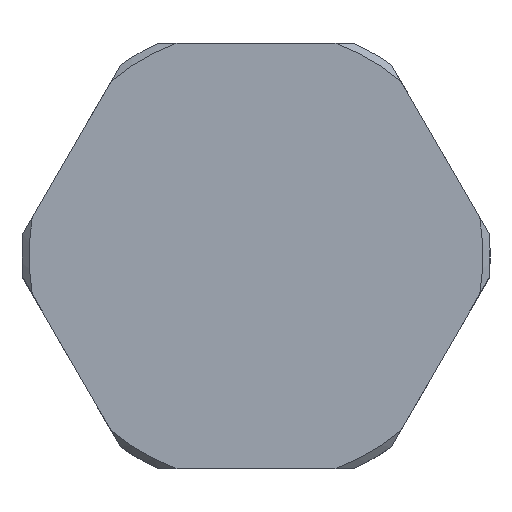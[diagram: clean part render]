
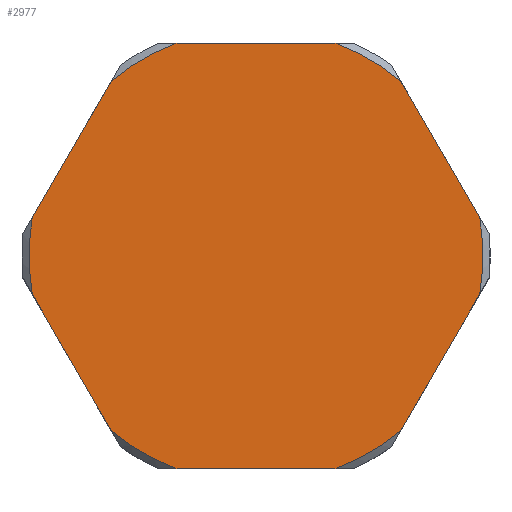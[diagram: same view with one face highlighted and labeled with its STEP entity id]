
A CAD part, top view. The second image highlights one B-rep face of the part: STEP entity #2977.
In plain terms, the highlighted planar face has unit normal (0, 0, 1).
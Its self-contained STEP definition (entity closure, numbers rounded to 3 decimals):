
#1173=CARTESIAN_POINT('',(0.,0.,14.7));
#1174=DIRECTION('',(0.,0.,1.));
#1175=DIRECTION('',(-0.348,0.938,0.));
#1176=AXIS2_PLACEMENT_3D('',#1173,#1174,#1175);
#1183=DIRECTION('',(-1.,0.,0.));
#1184=VECTOR('',#1183,11.136);
#1185=CARTESIAN_POINT('',(5.568,15.,14.7));
#1186=LINE('',#1185,#1184);
#1187=DIRECTION('',(-0.5,0.866,0.));
#1188=VECTOR('',#1187,11.136);
#1189=CARTESIAN_POINT('',(15.774,2.678,14.7));
#1190=LINE('',#1189,#1188);
#1191=DIRECTION('',(-0.5,-0.866,0.));
#1192=VECTOR('',#1191,11.136);
#1193=CARTESIAN_POINT('',(15.774,-2.678,14.7));
#1194=LINE('',#1193,#1192);
#1195=DIRECTION('',(1.,0.,0.));
#1196=VECTOR('',#1195,11.136);
#1197=CARTESIAN_POINT('',(-5.568,-15.,14.7));
#1198=LINE('',#1197,#1196);
#1199=DIRECTION('',(0.5,-0.866,0.));
#1200=VECTOR('',#1199,11.136);
#1201=CARTESIAN_POINT('',(-15.774,-2.678,14.7));
#1202=LINE('',#1201,#1200);
#1203=DIRECTION('',(0.5,0.866,0.));
#1204=VECTOR('',#1203,11.136);
#1205=CARTESIAN_POINT('',(-15.774,2.678,14.7));
#1206=LINE('',#1205,#1204);
#1212=CARTESIAN_POINT('',(0.,0.,14.7));
#1213=DIRECTION('',(0.,0.,1.));
#1214=DIRECTION('',(0.638,0.77,0.));
#1215=AXIS2_PLACEMENT_3D('',#1212,#1213,#1214);
#1309=CARTESIAN_POINT('',(0.,0.,14.7));
#1310=DIRECTION('',(0.,0.,1.));
#1311=DIRECTION('',(0.986,-0.167,0.));
#1312=AXIS2_PLACEMENT_3D('',#1309,#1310,#1311);
#1365=CARTESIAN_POINT('',(0.,0.,14.7));
#1366=DIRECTION('',(0.,0.,1.));
#1367=DIRECTION('',(0.348,-0.938,0.));
#1368=AXIS2_PLACEMENT_3D('',#1365,#1366,#1367);
#1421=CARTESIAN_POINT('',(0.,0.,14.7));
#1422=DIRECTION('',(0.,0.,1.));
#1423=DIRECTION('',(-0.638,-0.77,0.));
#1424=AXIS2_PLACEMENT_3D('',#1421,#1422,#1423);
#1477=CARTESIAN_POINT('',(0.,0.,14.7));
#1478=DIRECTION('',(0.,0.,1.));
#1479=DIRECTION('',(-0.986,0.167,0.));
#1480=AXIS2_PLACEMENT_3D('',#1477,#1478,#1479);
#1598=CARTESIAN_POINT('',(15.774,2.678,14.7));
#1599=CARTESIAN_POINT('',(10.206,12.322,14.7));
#1600=VERTEX_POINT('',#1598);
#1601=VERTEX_POINT('',#1599);
#1614=CARTESIAN_POINT('',(15.774,-2.678,14.7));
#1615=CARTESIAN_POINT('',(10.206,-12.322,14.7));
#1616=VERTEX_POINT('',#1614);
#1617=VERTEX_POINT('',#1615);
#1630=CARTESIAN_POINT('',(-5.568,-15.,14.7));
#1631=CARTESIAN_POINT('',(5.568,-15.,14.7));
#1632=VERTEX_POINT('',#1630);
#1633=VERTEX_POINT('',#1631);
#1646=CARTESIAN_POINT('',(-15.774,-2.678,14.7));
#1647=CARTESIAN_POINT('',(-10.206,-12.322,14.7));
#1648=VERTEX_POINT('',#1646);
#1649=VERTEX_POINT('',#1647);
#1662=CARTESIAN_POINT('',(-15.774,2.678,14.7));
#1663=CARTESIAN_POINT('',(-10.206,12.322,14.7));
#1664=VERTEX_POINT('',#1662);
#1665=VERTEX_POINT('',#1663);
#1678=CARTESIAN_POINT('',(5.568,15.,14.7));
#1679=CARTESIAN_POINT('',(-5.568,15.,14.7));
#1680=VERTEX_POINT('',#1678);
#1681=VERTEX_POINT('',#1679);
#2948=CARTESIAN_POINT('',(0.,0.,14.7));
#2949=DIRECTION('',(0.,0.,1.));
#2950=DIRECTION('',(0.,1.,0.));
#2951=AXIS2_PLACEMENT_3D('',#2948,#2949,#2950);
#2952=PLANE('',#2951);
#2953=ORIENTED_EDGE('',*,*,#2928,.F.);
#2955=ORIENTED_EDGE('',*,*,#2954,.F.);
#2957=ORIENTED_EDGE('',*,*,#2956,.F.);
#2959=ORIENTED_EDGE('',*,*,#2958,.F.);
#2961=ORIENTED_EDGE('',*,*,#2960,.T.);
#2963=ORIENTED_EDGE('',*,*,#2962,.F.);
#2965=ORIENTED_EDGE('',*,*,#2964,.F.);
#2967=ORIENTED_EDGE('',*,*,#2966,.F.);
#2969=ORIENTED_EDGE('',*,*,#2968,.F.);
#2971=ORIENTED_EDGE('',*,*,#2970,.F.);
#2973=ORIENTED_EDGE('',*,*,#2972,.T.);
#2974=ORIENTED_EDGE('',*,*,#2939,.F.);
#2975=EDGE_LOOP('',(#2953,#2955,#2957,#2959,#2961,#2963,#2965,#2967,#2969,#2971,
#2973,#2974));
#2976=FACE_OUTER_BOUND('',#2975,.F.);
#1177=CIRCLE('',#1176,16.);
#1216=CIRCLE('',#1215,16.);
#1313=CIRCLE('',#1312,16.);
#1369=CIRCLE('',#1368,16.);
#1425=CIRCLE('',#1424,16.);
#1481=CIRCLE('',#1480,16.);
#2928=EDGE_CURVE('',#1680,#1681,#1186,.T.);
#2939=EDGE_CURVE('',#1681,#1665,#1177,.T.);
#2954=EDGE_CURVE('',#1601,#1680,#1216,.T.);
#2956=EDGE_CURVE('',#1600,#1601,#1190,.T.);
#2958=EDGE_CURVE('',#1616,#1600,#1313,.T.);
#2960=EDGE_CURVE('',#1616,#1617,#1194,.T.);
#2962=EDGE_CURVE('',#1633,#1617,#1369,.T.);
#2964=EDGE_CURVE('',#1632,#1633,#1198,.T.);
#2966=EDGE_CURVE('',#1649,#1632,#1425,.T.);
#2968=EDGE_CURVE('',#1648,#1649,#1202,.T.);
#2970=EDGE_CURVE('',#1664,#1648,#1481,.T.);
#2972=EDGE_CURVE('',#1664,#1665,#1206,.T.);
#2977=ADVANCED_FACE('',(#2976),#2952,.T.);
